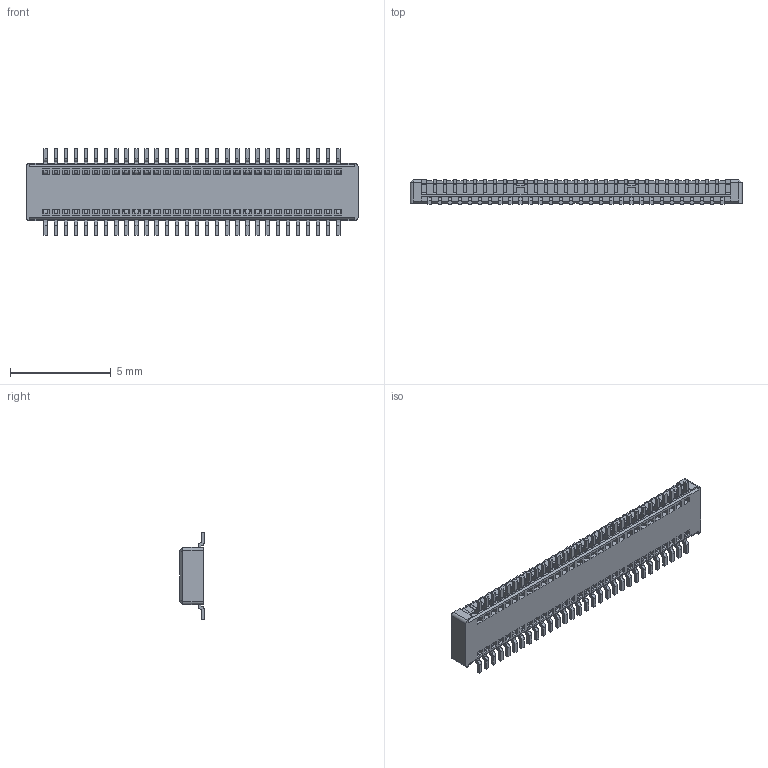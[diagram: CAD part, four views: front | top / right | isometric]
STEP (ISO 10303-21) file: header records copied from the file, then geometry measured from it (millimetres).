
FILE_DESCRIPTION((''),'2;1');
FILE_NAME('555600607','2019-02-20T',('gga'),(''),'PRO/ENGINEER BY PARAMETRIC TECHNOLOGY CORPORATION, 2016010','PRO/ENGINEER BY PARAMETRIC TECHNOLOGY CORPORATION, 2016010','');
FILE_SCHEMA(('CONFIG_CONTROL_DESIGN'));
Products named in the file (1): 555600607
Bounding box: 16.45 x 1.2 x 4.3 mm (x, y, z)
Volume: 25.7 mm3; surface area: 256.9 mm2
Topology: 1 solids, 1 shells, 2480 faces, 7182 edges, 4704 vertices
Faces by surface type: plane 2160, cylinder 316, torus 4
Entity records: 79806 total; most frequent: CARTESIAN_POINT 14184, ORIENTED_EDGE 13884, DIRECTION 12752, EDGE_CURVE 6942, VECTOR 6542, LINE 6542, VERTEX_POINT 4464, AXIS2_PLACEMENT_3D 3105
